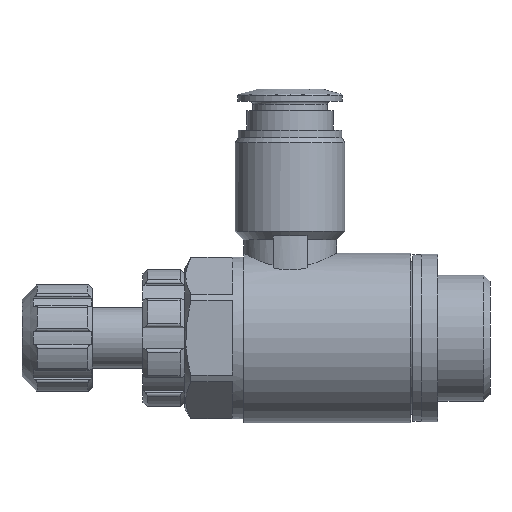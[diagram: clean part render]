
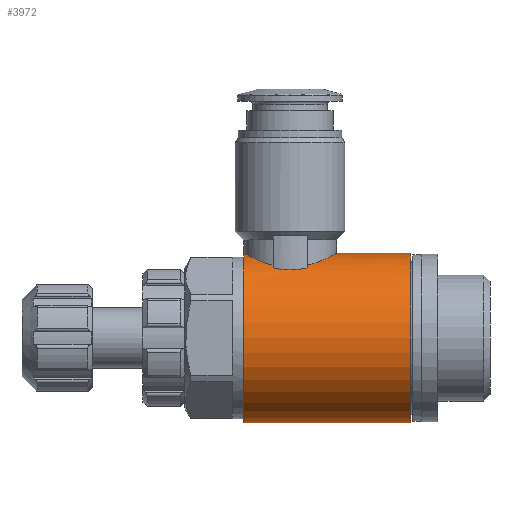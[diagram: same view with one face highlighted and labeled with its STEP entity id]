
A CAD part, left-side view. The second image highlights one B-rep face of the part: STEP entity #3972.
In plain terms, the highlighted cylindrical face has radius 11.2 mm (diameter 22.4 mm), a full revolution.
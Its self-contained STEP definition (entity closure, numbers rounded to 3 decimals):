
#385=B_SPLINE_CURVE_WITH_KNOTS('',3,(#5274,#5275,#5276,#5277,#5278,#5279,
#5280,#5281,#5282),.UNSPECIFIED.,.F.,.F.,(4,1,1,1,1,1,4),(0.002,
0.006,0.008,0.01,0.012,
0.014,0.017),.UNSPECIFIED.);
#386=B_SPLINE_CURVE_WITH_KNOTS('',3,(#5287,#5288,#5289,#5290,#5291),
 .UNSPECIFIED.,.F.,.F.,(4,1,4),(0.,0.002,0.005),
 .UNSPECIFIED.);
#387=B_SPLINE_CURVE_WITH_KNOTS('',3,(#5295,#5296,#5297,#5298,#5299,#5300),
 .UNSPECIFIED.,.F.,.F.,(4,1,1,4),(0.029,0.031,0.033,
0.037),.UNSPECIFIED.);
#388=B_SPLINE_CURVE_WITH_KNOTS('',3,(#5303,#5304,#5305,#5306,#5307),
 .UNSPECIFIED.,.F.,.F.,(4,1,4),(0.022,0.026,0.029),
 .UNSPECIFIED.);
#389=B_SPLINE_CURVE_WITH_KNOTS('',3,(#5311,#5312,#5313,#5314,#5315),
 .UNSPECIFIED.,.F.,.F.,(4,1,4),(0.,0.002,0.005),
 .UNSPECIFIED.);
#530=ORIENTED_EDGE('',*,*,#1368,.F.);
#531=ORIENTED_EDGE('',*,*,#1369,.F.);
#532=ORIENTED_EDGE('',*,*,#1370,.F.);
#533=ORIENTED_EDGE('',*,*,#1371,.F.);
#534=ORIENTED_EDGE('',*,*,#1372,.F.);
#535=ORIENTED_EDGE('',*,*,#1373,.F.);
#536=ORIENTED_EDGE('',*,*,#1374,.T.);
#537=ORIENTED_EDGE('',*,*,#1375,.F.);
#538=ORIENTED_EDGE('',*,*,#1376,.F.);
#539=ORIENTED_EDGE('',*,*,#1377,.F.);
#540=ORIENTED_EDGE('',*,*,#1378,.F.);
#1368=EDGE_CURVE('',#1787,#1787,#2066,.T.);
#1369=EDGE_CURVE('',#1788,#1789,#385,.T.);
#1370=EDGE_CURVE('',#1790,#1788,#2067,.T.);
#1371=EDGE_CURVE('',#1791,#1790,#386,.T.);
#1372=EDGE_CURVE('',#1792,#1791,#2068,.T.);
#1373=EDGE_CURVE('',#1793,#1792,#387,.T.);
#1374=EDGE_CURVE('',#1793,#1793,#2069,.T.);
#1375=EDGE_CURVE('',#1794,#1793,#388,.T.);
#1376=EDGE_CURVE('',#1795,#1794,#2070,.T.);
#1377=EDGE_CURVE('',#1796,#1795,#389,.T.);
#1378=EDGE_CURVE('',#1789,#1796,#2071,.T.);
#1787=VERTEX_POINT('',#5273);
#1788=VERTEX_POINT('',#5283);
#1789=VERTEX_POINT('',#5284);
#1790=VERTEX_POINT('',#5286);
#1791=VERTEX_POINT('',#5292);
#1792=VERTEX_POINT('',#5294);
#1793=VERTEX_POINT('',#5301);
#1794=VERTEX_POINT('',#5308);
#1795=VERTEX_POINT('',#5310);
#1796=VERTEX_POINT('',#5316);
#2066=CIRCLE('',#4157,11.2);
#2067=CIRCLE('',#4158,11.2);
#2068=CIRCLE('',#4159,11.2);
#2069=CIRCLE('',#4160,11.2);
#2070=CIRCLE('',#4161,11.2);
#2071=CIRCLE('',#4162,11.2);
#2208=EDGE_LOOP('',(#530));
#2209=EDGE_LOOP('',(#531,#532,#533,#534,#535,#536,#537,#538,#539,#540));
#2425=FACE_BOUND('',#2208,.T.);
#2426=FACE_BOUND('',#2209,.T.);
#2641=CYLINDRICAL_SURFACE('',#4156,11.2);
#3972=ADVANCED_FACE('',(#2425,#2426),#2641,.T.);
#4156=AXIS2_PLACEMENT_3D('',#5271,#4479,#4480);
#4157=AXIS2_PLACEMENT_3D('',#5272,#4481,#4482);
#4158=AXIS2_PLACEMENT_3D('',#5285,#4483,#4484);
#4159=AXIS2_PLACEMENT_3D('',#5293,#4485,#4486);
#4160=AXIS2_PLACEMENT_3D('',#5302,#4487,#4488);
#4161=AXIS2_PLACEMENT_3D('',#5309,#4489,#4490);
#4162=AXIS2_PLACEMENT_3D('',#5317,#4491,#4492);
#4479=DIRECTION('',(0.,-1.,0.));
#4480=DIRECTION('',(0.,0.,-1.));
#4481=DIRECTION('',(0.,-1.,0.));
#4482=DIRECTION('',(0.,0.,-1.));
#4483=DIRECTION('',(0.,1.,0.));
#4484=DIRECTION('',(0.,0.,1.));
#4485=DIRECTION('',(0.,-1.,0.));
#4486=DIRECTION('',(0.,0.,-1.));
#4487=DIRECTION('',(0.,-1.,0.));
#4488=DIRECTION('',(0.,0.,-1.));
#4489=DIRECTION('',(0.,-1.,0.));
#4490=DIRECTION('',(0.,0.,-1.));
#4491=DIRECTION('',(0.,1.,0.));
#4492=DIRECTION('',(0.,0.,1.));
#5271=CARTESIAN_POINT('',(0.,-6.9,0.));
#5272=CARTESIAN_POINT('',(0.,3.6,0.));
#5273=CARTESIAN_POINT('',(0.,3.6,-11.2));
#5274=CARTESIAN_POINT('',(-5.724,17.3,9.627));
#5275=CARTESIAN_POINT('',(-5.273,16.155,9.895));
#5276=CARTESIAN_POINT('',(-4.104,14.692,10.52));
#5277=CARTESIAN_POINT('',(-1.891,13.599,11.089));
#5278=CARTESIAN_POINT('',(-0.009,13.302,11.255));
#5279=CARTESIAN_POINT('',(1.882,13.595,11.091));
#5280=CARTESIAN_POINT('',(4.112,14.696,10.518));
#5281=CARTESIAN_POINT('',(5.276,16.162,9.893));
#5282=CARTESIAN_POINT('',(5.724,17.3,9.627));
#5283=CARTESIAN_POINT('',(-5.724,17.3,9.627));
#5284=CARTESIAN_POINT('',(5.724,17.3,9.627));
#5285=CARTESIAN_POINT('',(0.,17.3,0.));
#5286=CARTESIAN_POINT('',(-6.258,17.3,9.289));
#5287=CARTESIAN_POINT('',(-6.258,21.8,9.289));
#5288=CARTESIAN_POINT('',(-6.514,21.086,9.116));
#5289=CARTESIAN_POINT('',(-6.786,19.552,8.908));
#5290=CARTESIAN_POINT('',(-6.515,18.014,9.116));
#5291=CARTESIAN_POINT('',(-6.258,17.3,9.289));
#5292=CARTESIAN_POINT('',(-6.258,21.8,9.289));
#5293=CARTESIAN_POINT('',(0.,21.8,0.));
#5294=CARTESIAN_POINT('',(-5.724,21.8,9.627));
#5295=CARTESIAN_POINT('',(0.,25.7,11.2));
#5296=CARTESIAN_POINT('',(-0.626,25.7,11.2));
#5297=CARTESIAN_POINT('',(-1.888,25.503,11.09));
#5298=CARTESIAN_POINT('',(-4.111,24.404,10.518));
#5299=CARTESIAN_POINT('',(-5.278,22.934,9.892));
#5300=CARTESIAN_POINT('',(-5.724,21.8,9.627));
#5301=CARTESIAN_POINT('',(0.,25.7,11.2));
#5302=CARTESIAN_POINT('',(0.,25.7,0.));
#5303=CARTESIAN_POINT('',(5.724,21.8,9.627));
#5304=CARTESIAN_POINT('',(5.27,22.955,9.897));
#5305=CARTESIAN_POINT('',(3.728,24.893,10.733));
#5306=CARTESIAN_POINT('',(1.254,25.7,11.2));
#5307=CARTESIAN_POINT('',(0.,25.7,11.2));
#5308=CARTESIAN_POINT('',(5.724,21.8,9.627));
#5309=CARTESIAN_POINT('',(0.,21.8,0.));
#5310=CARTESIAN_POINT('',(6.258,21.8,9.289));
#5311=CARTESIAN_POINT('',(6.258,17.3,9.289));
#5312=CARTESIAN_POINT('',(6.514,18.014,9.116));
#5313=CARTESIAN_POINT('',(6.786,19.548,8.908));
#5314=CARTESIAN_POINT('',(6.515,21.086,9.116));
#5315=CARTESIAN_POINT('',(6.258,21.8,9.289));
#5316=CARTESIAN_POINT('',(6.258,17.3,9.289));
#5317=CARTESIAN_POINT('',(0.,17.3,0.));
